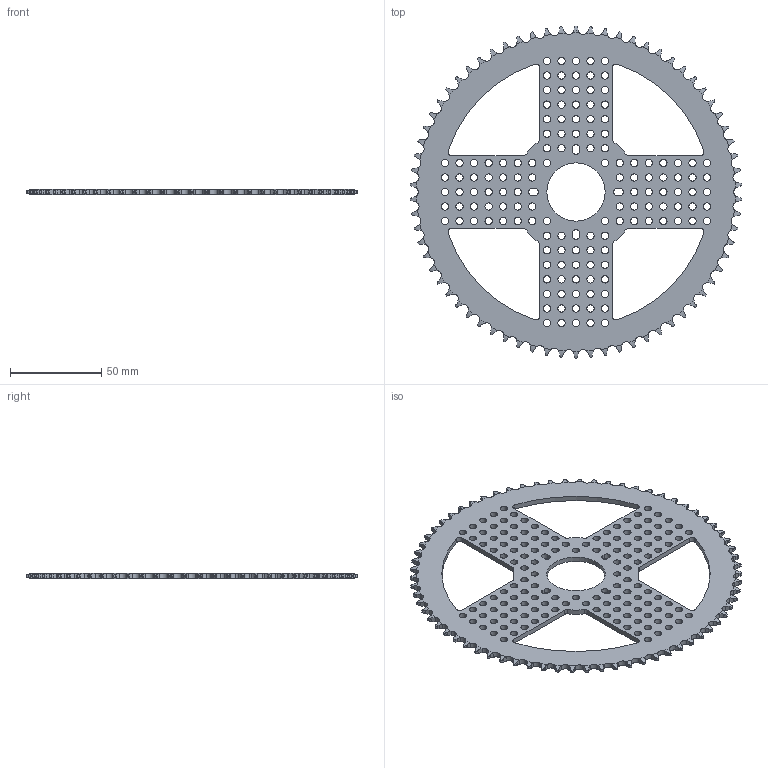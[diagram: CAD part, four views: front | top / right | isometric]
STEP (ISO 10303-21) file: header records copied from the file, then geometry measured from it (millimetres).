
FILE_DESCRIPTION (( 'STEP AP203' ), '1' );
FILE_NAME ('3310-0032-0070.STEP', '2018-01-22T16:28:23', ( '' ), ( '' ), 'SwSTEP 2.0', 'SolidWorks 2016', '' );
FILE_SCHEMA (( 'CONFIG_CONTROL_DESIGN' ));
Length unit declared in the file: millimetre
Products named in the file (1): 3310-0032-0070
Bounding box: 182.25 x 182.4 x 2.8 mm (x, y, z)
Volume: 41663.4 mm3; surface area: 39418.7 mm2
Topology: 1 solids, 1 shells, 1082 faces, 3240 edges, 2160 vertices
Faces by surface type: cylinder 782, plane 158, torus 142
Entity records: 38607 total; most frequent: CARTESIAN_POINT 9927, ORIENTED_EDGE 6480, DIRECTION 5380, EDGE_CURVE 3240, AXIS2_PLACEMENT_3D 2205, VERTEX_POINT 2160, EDGE_LOOP 1380, B_SPLINE_CURVE_WITH_KNOTS 1148
